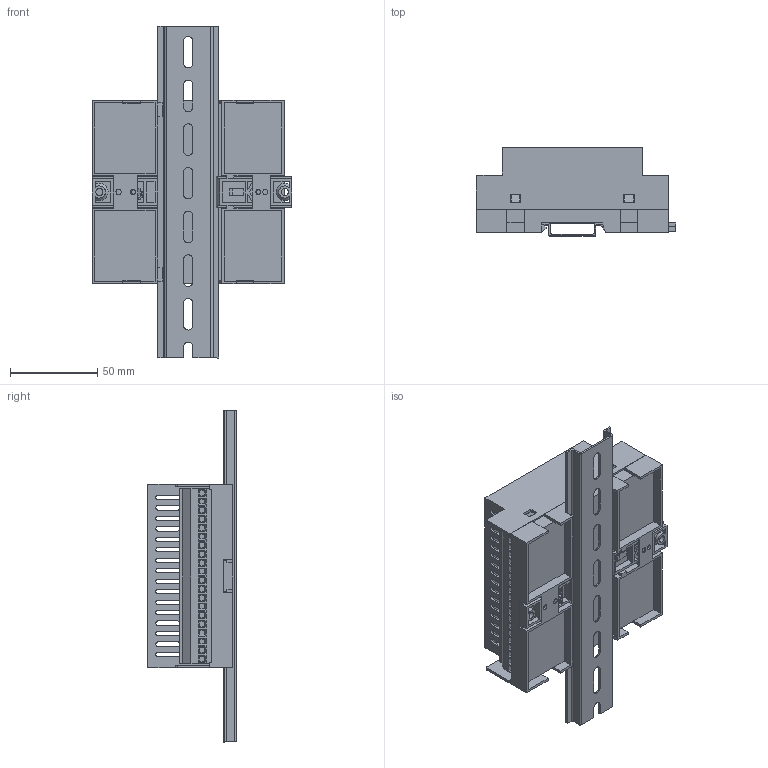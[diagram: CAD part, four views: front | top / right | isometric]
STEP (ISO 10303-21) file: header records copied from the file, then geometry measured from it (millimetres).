
FILE_DESCRIPTION (( 'STEP AP214' ), '1' );
FILE_NAME ('CESV-105-02.STEP', '2022-11-24T11:12:39', ( '' ), ( '' ), 'SwSTEP 2.0', 'SolidWorks 2017', '' );
FILE_SCHEMA (( 'AUTOMOTIVE_DESIGN' ));
Length unit declared in the file: millimetre
Products named in the file (9): Screw-small; Clip-Small; Clip-Big; Body-105; CESV-105-02; Rail-35-190mm; TopCover with Vetilation-CESVC-105; Euro fixed Terminal-20Way; BasePCB-CESP-105-01
Assembly tree (10 placements, depth 2):
  CESV-105-02
    Body-105
    Clip-Big
    Clip-Small
    BasePCB-CESP-105-01
    Euro fixed Terminal-20Way  x2
    Screw-small  x2
    Rail-35-190mm
    TopCover with Vetilation-CESVC-105
Bounding box: 114.3 x 50.55 x 190 mm (x, y, z)
Volume: 113721.8 mm3; surface area: 144524.6 mm2
Topology: 10 solids, 10 shells, 1490 faces, 4026 edges, 2666 vertices
Faces by surface type: plane 1124, cylinder 340, cone 20, torus 6
Entity records: 36233 total; most frequent: CARTESIAN_POINT 6358, ORIENTED_EDGE 6174, DIRECTION 5911, EDGE_CURVE 3087, LINE 2455, VECTOR 2455, VERTEX_POINT 2043, AXIS2_PLACEMENT_3D 1728
